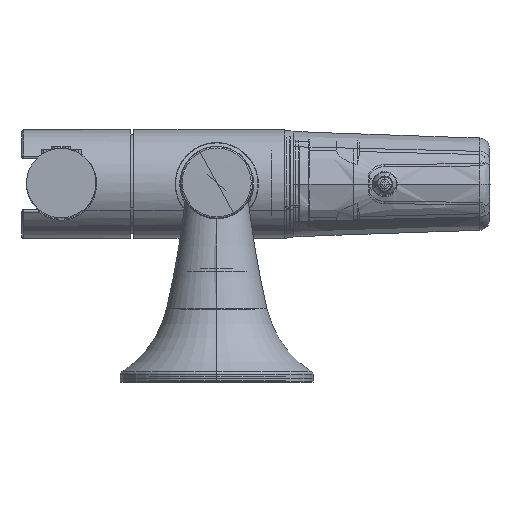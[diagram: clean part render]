
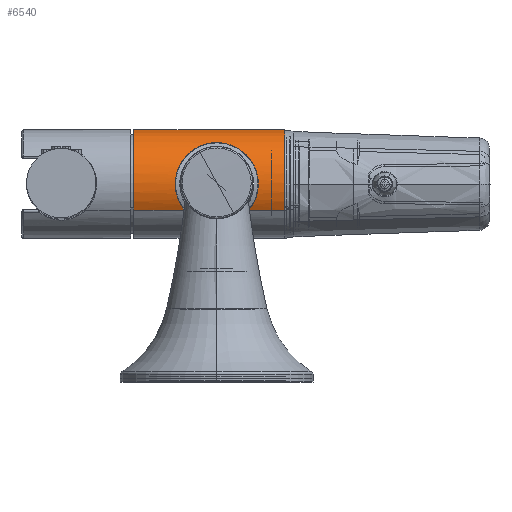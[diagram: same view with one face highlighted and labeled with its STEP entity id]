
A CAD part, top view. The second image highlights one B-rep face of the part: STEP entity #6540.
In plain terms, the highlighted cylindrical face has radius 18 mm (diameter 36 mm), a partial arc.
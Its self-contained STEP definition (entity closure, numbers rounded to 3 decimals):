
#1513=CARTESIAN_POINT('Axis2P3D Location',(-370.25,-16.,202.25)) ;
#5481=CARTESIAN_POINT('Vertex',(-377.5,-24.63,218.046)) ;
#5483=CARTESIAN_POINT('Vertex',(-377.5,-7.37,186.454)) ;
#5486=CARTESIAN_POINT('Axis2P3D Location',(-377.5,-16.,202.25)) ;
#6425=CARTESIAN_POINT('Line Origine',(-371.,-7.37,186.454)) ;
#6429=CARTESIAN_POINT('Vertex',(-360.705,-7.37,186.454)) ;
#6432=CARTESIAN_POINT('Line Origine',(-371.,-24.63,218.046)) ;
#6436=CARTESIAN_POINT('Vertex',(-360.705,-24.63,218.046)) ;
#6440=CARTESIAN_POINT('Control Point',(-360.705,-24.63,218.046)) ;
#6441=CARTESIAN_POINT('Control Point',(-361.82,-23.246,218.802)) ;
#6442=CARTESIAN_POINT('Control Point',(-362.733,-21.657,219.474)) ;
#6443=CARTESIAN_POINT('Control Point',(-363.411,-19.865,219.991)) ;
#6444=CARTESIAN_POINT('Control Point',(-363.75,-17.931,220.25)) ;
#6445=CARTESIAN_POINT('Control Point',(-363.75,-16.,220.25)) ;
#6446=CARTESIAN_POINT('Vertex',(-363.75,-16.,220.25)) ;
#6450=CARTESIAN_POINT('Control Point',(-336.25,-16.,220.25)) ;
#6451=CARTESIAN_POINT('Control Point',(-336.25,-15.128,220.25)) ;
#6452=CARTESIAN_POINT('Control Point',(-336.319,-14.256,220.197)) ;
#6453=CARTESIAN_POINT('Control Point',(-336.457,-13.396,220.092)) ;
#6454=CARTESIAN_POINT('Control Point',(-337.006,-11.136,219.676)) ;
#6455=CARTESIAN_POINT('Control Point',(-337.986,-9.091,218.953)) ;
#6456=CARTESIAN_POINT('Control Point',(-338.747,-7.924,218.407)) ;
#6457=CARTESIAN_POINT('Control Point',(-340.123,-6.282,217.465)) ;
#6458=CARTESIAN_POINT('Control Point',(-341.762,-4.951,216.478)) ;
#6459=CARTESIAN_POINT('Control Point',(-342.39,-4.509,216.121)) ;
#6460=CARTESIAN_POINT('Control Point',(-343.92,-3.584,215.314)) ;
#6461=CARTESIAN_POINT('Control Point',(-345.624,-2.902,214.613)) ;
#6462=CARTESIAN_POINT('Control Point',(-346.649,-2.598,214.272)) ;
#6463=CARTESIAN_POINT('Control Point',(-348.865,-2.179,213.786)) ;
#6464=CARTESIAN_POINT('Control Point',(-351.174,-2.223,213.833)) ;
#6465=CARTESIAN_POINT('Control Point',(-352.339,-2.378,214.024)) ;
#6466=CARTESIAN_POINT('Control Point',(-354.823,-2.972,214.705)) ;
#6467=CARTESIAN_POINT('Control Point',(-357.003,-4.055,215.758)) ;
#6468=CARTESIAN_POINT('Control Point',(-358.112,-4.781,216.382)) ;
#6469=CARTESIAN_POINT('Control Point',(-359.708,-6.116,217.365)) ;
#6470=CARTESIAN_POINT('Control Point',(-361.039,-7.748,218.269)) ;
#6471=CARTESIAN_POINT('Control Point',(-361.485,-8.38,218.581)) ;
#6472=CARTESIAN_POINT('Control Point',(-362.534,-10.113,219.331)) ;
#6473=CARTESIAN_POINT('Control Point',(-363.273,-12.075,219.885)) ;
#6474=CARTESIAN_POINT('Control Point',(-363.591,-13.356,220.129)) ;
#6475=CARTESIAN_POINT('Control Point',(-363.75,-14.678,220.25)) ;
#6476=CARTESIAN_POINT('Control Point',(-363.75,-16.,220.25)) ;
#6477=CARTESIAN_POINT('Vertex',(-336.25,-16.,220.25)) ;
#6481=CARTESIAN_POINT('Control Point',(-339.295,-24.63,218.046)) ;
#6482=CARTESIAN_POINT('Control Point',(-338.18,-23.246,218.802)) ;
#6483=CARTESIAN_POINT('Control Point',(-337.267,-21.657,219.474)) ;
#6484=CARTESIAN_POINT('Control Point',(-336.589,-19.865,219.991)) ;
#6485=CARTESIAN_POINT('Control Point',(-336.25,-17.931,220.25)) ;
#6486=CARTESIAN_POINT('Control Point',(-336.25,-16.,220.25)) ;
#6487=CARTESIAN_POINT('Vertex',(-339.295,-24.63,218.046)) ;
#6490=CARTESIAN_POINT('Line Origine',(-371.,-24.63,218.046)) ;
#6494=CARTESIAN_POINT('Vertex',(-327.5,-24.63,218.046)) ;
#6497=CARTESIAN_POINT('Axis2P3D Location',(-327.5,-16.,202.25)) ;
#6501=CARTESIAN_POINT('Vertex',(-327.5,-7.37,186.454)) ;
#6504=CARTESIAN_POINT('Line Origine',(-371.,-7.37,186.454)) ;
#6508=CARTESIAN_POINT('Vertex',(-339.295,-7.37,186.454)) ;
#6512=CARTESIAN_POINT('Control Point',(-360.705,-7.37,186.454)) ;
#6513=CARTESIAN_POINT('Control Point',(-359.756,-6.193,187.097)) ;
#6514=CARTESIAN_POINT('Control Point',(-358.661,-5.167,187.8)) ;
#6515=CARTESIAN_POINT('Control Point',(-357.448,-4.298,188.515)) ;
#6516=CARTESIAN_POINT('Control Point',(-355.08,-3.036,189.719)) ;
#6517=CARTESIAN_POINT('Control Point',(-352.338,-2.366,190.488)) ;
#6518=CARTESIAN_POINT('Control Point',(-351.076,-2.203,190.693)) ;
#6519=CARTESIAN_POINT('Control Point',(-348.608,-2.187,190.702)) ;
#6520=CARTESIAN_POINT('Control Point',(-346.268,-2.692,190.121)) ;
#6521=CARTESIAN_POINT('Control Point',(-345.206,-3.043,189.734)) ;
#6522=CARTESIAN_POINT('Control Point',(-343.226,-3.916,188.863)) ;
#6523=CARTESIAN_POINT('Control Point',(-341.492,-5.123,187.875)) ;
#6524=CARTESIAN_POINT('Control Point',(-340.694,-5.797,187.383)) ;
#6525=CARTESIAN_POINT('Control Point',(-339.959,-6.547,186.903)) ;
#6526=CARTESIAN_POINT('Control Point',(-339.295,-7.37,186.454)) ;
#1514=DIRECTION('Axis2P3D Direction',(1.,0.,0.)) ;
#1515=DIRECTION('Axis2P3D XDirection',(0.,-0.479,0.878)) ;
#5487=DIRECTION('Axis2P3D Direction',(1.,0.,0.)) ;
#6426=DIRECTION('Vector Direction',(1.,0.,0.)) ;
#6433=DIRECTION('Vector Direction',(1.,0.,0.)) ;
#6491=DIRECTION('Vector Direction',(1.,0.,0.)) ;
#6498=DIRECTION('Axis2P3D Direction',(1.,0.,0.)) ;
#6505=DIRECTION('Vector Direction',(1.,0.,0.)) ;
#1516=AXIS2_PLACEMENT_3D('Cylinder Axis2P3D',#1513,#1514,#1515) ;
#5488=AXIS2_PLACEMENT_3D('Circle Axis2P3D',#5486,#5487,$) ;
#6499=AXIS2_PLACEMENT_3D('Circle Axis2P3D',#6497,#6498,$) ;
#6529=ORIENTED_EDGE('',*,*,#6431,.F.) ;
#6530=ORIENTED_EDGE('',*,*,#5490,.T.) ;
#6531=ORIENTED_EDGE('',*,*,#6438,.T.) ;
#6532=ORIENTED_EDGE('',*,*,#6448,.T.) ;
#6533=ORIENTED_EDGE('',*,*,#6479,.F.) ;
#6534=ORIENTED_EDGE('',*,*,#6489,.F.) ;
#6535=ORIENTED_EDGE('',*,*,#6496,.T.) ;
#6536=ORIENTED_EDGE('',*,*,#6503,.F.) ;
#6537=ORIENTED_EDGE('',*,*,#6510,.F.) ;
#6538=ORIENTED_EDGE('',*,*,#6527,.F.) ;
#6427=VECTOR('Line Direction',#6426,1.) ;
#6434=VECTOR('Line Direction',#6433,1.) ;
#6492=VECTOR('Line Direction',#6491,1.) ;
#6506=VECTOR('Line Direction',#6505,1.) ;
#6540=ADVANCED_FACE('PartBody',(#6539),#1517,.T.) ;
#6439=B_SPLINE_CURVE_WITH_KNOTS('',5,(#6440,#6441,#6442,#6443,#6444,#6445),.UNSPECIFIED.,.F.,.U.,(6,6),(0.,13.653),.UNSPECIFIED.) ;
#6449=B_SPLINE_CURVE_WITH_KNOTS('',5,(#6450,#6451,#6452,#6453,#6454,#6455,#6456,#6457,#6458,#6459,#6460,#6461,#6462,#6463,#6464,#6465,#6466,#6467,#6468,#6469,#6470,#6471,#6472,#6473,#6474,#6475,#6476),.UNSPECIFIED.,.F.,.U.,(6,3,3,3,3,3,3,3,6),(0.,6.167,16.636,22.612,30.47,38.739,49.033,54.91,64.258),.UNSPECIFIED.) ;
#6480=B_SPLINE_CURVE_WITH_KNOTS('',5,(#6481,#6482,#6483,#6484,#6485,#6486),.UNSPECIFIED.,.F.,.U.,(6,6),(0.,13.653),.UNSPECIFIED.) ;
#6511=B_SPLINE_CURVE_WITH_KNOTS('',5,(#6512,#6513,#6514,#6515,#6516,#6517,#6518,#6519,#6520,#6521,#6522,#6523,#6524,#6525,#6526),.UNSPECIFIED.,.F.,.U.,(6,3,3,3,6),(0.,11.617,20.531,28.823,36.952),.UNSPECIFIED.) ;
#5489=CIRCLE('generated circle',#5488,18.) ;
#6500=CIRCLE('generated circle',#6499,18.) ;
#1517=CYLINDRICAL_SURFACE('generated cylinder',#1516,18.) ;
#5490=EDGE_CURVE('',#5484,#5482,#5489,.T.) ;
#6431=EDGE_CURVE('',#5484,#6430,#6428,.T.) ;
#6438=EDGE_CURVE('',#5482,#6437,#6435,.T.) ;
#6448=EDGE_CURVE('',#6437,#6447,#6439,.T.) ;
#6479=EDGE_CURVE('',#6478,#6447,#6449,.T.) ;
#6489=EDGE_CURVE('',#6488,#6478,#6480,.T.) ;
#6496=EDGE_CURVE('',#6488,#6495,#6493,.T.) ;
#6503=EDGE_CURVE('',#6502,#6495,#6500,.T.) ;
#6510=EDGE_CURVE('',#6509,#6502,#6507,.T.) ;
#6527=EDGE_CURVE('',#6430,#6509,#6511,.T.) ;
#6528=EDGE_LOOP('',(#6529,#6530,#6531,#6532,#6533,#6534,#6535,#6536,#6537,#6538)) ;
#6539=FACE_OUTER_BOUND('',#6528,.T.) ;
#6428=LINE('Line',#6425,#6427) ;
#6435=LINE('Line',#6432,#6434) ;
#6493=LINE('Line',#6490,#6492) ;
#6507=LINE('Line',#6504,#6506) ;
#5482=VERTEX_POINT('',#5481) ;
#5484=VERTEX_POINT('',#5483) ;
#6430=VERTEX_POINT('',#6429) ;
#6437=VERTEX_POINT('',#6436) ;
#6447=VERTEX_POINT('',#6446) ;
#6478=VERTEX_POINT('',#6477) ;
#6488=VERTEX_POINT('',#6487) ;
#6495=VERTEX_POINT('',#6494) ;
#6502=VERTEX_POINT('',#6501) ;
#6509=VERTEX_POINT('',#6508) ;
